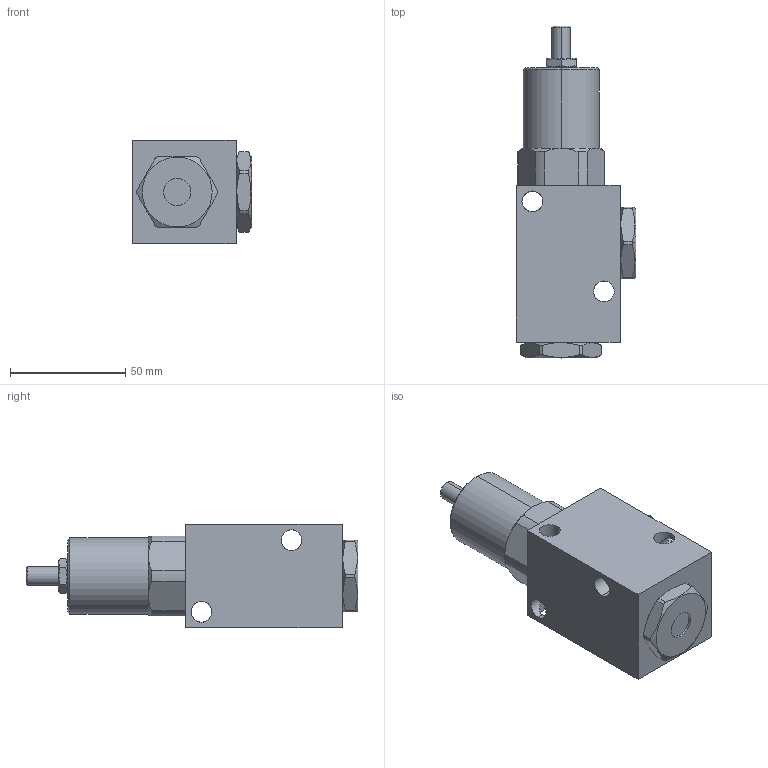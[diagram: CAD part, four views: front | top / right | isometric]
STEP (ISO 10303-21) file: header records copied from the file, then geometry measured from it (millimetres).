
FILE_DESCRIPTION (( 'STEP AP203' ), '1' );
FILE_NAME ('VRG-T减压阀.STEP', '2018-12-11T10:23:02', ( '微软用户' ), ( '微软中国' ), 'SwSTEP 2.0', 'SolidWorks 2012', '' );
FILE_SCHEMA (( 'CONFIG_CONTROL_DESIGN' ));
Length unit declared in the file: millimetre
Products named in the file (1): VRG-T熬揤概
Bounding box: 51.8 x 143.8 x 45 mm (x, y, z)
Volume: 185445.2 mm3; surface area: 27893.8 mm2
Topology: 1 solids, 1 shells, 103 faces, 263 edges, 166 vertices
Faces by surface type: cylinder 43, plane 38, cone 22
Entity records: 3556 total; most frequent: CARTESIAN_POINT 1033, ORIENTED_EDGE 526, DIRECTION 497, EDGE_CURVE 263, AXIS2_PLACEMENT_3D 198, VERTEX_POINT 166, EDGE_LOOP 119, FACE_OUTER_BOUND 103
